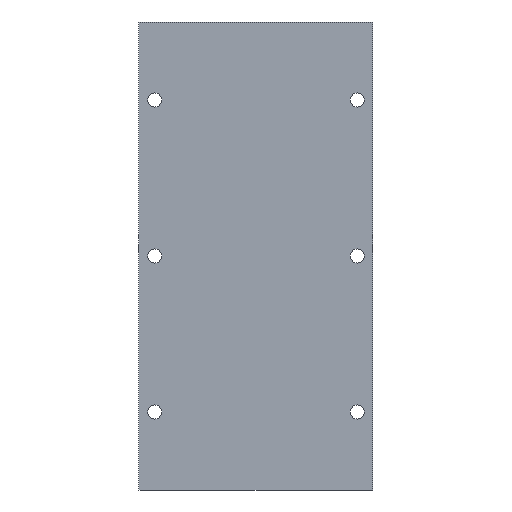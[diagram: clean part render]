
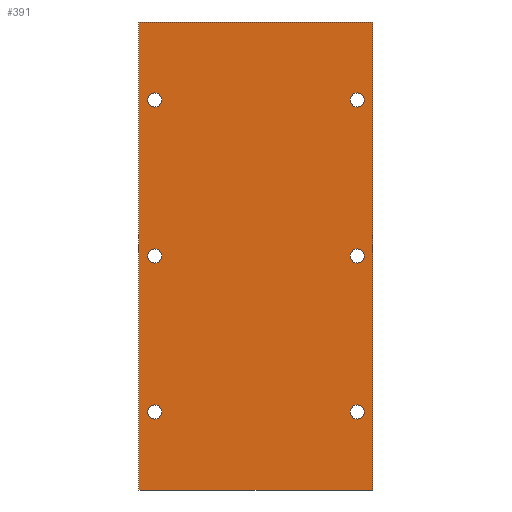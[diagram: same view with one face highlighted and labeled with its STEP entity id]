
A CAD part, front view. The second image highlights one B-rep face of the part: STEP entity #391.
In plain terms, the highlighted planar face has unit normal (0, -1, 0).
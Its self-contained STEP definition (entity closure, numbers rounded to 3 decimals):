
#11 = VERTEX_POINT ( 'NONE', #1221 ) ;
#18 = CARTESIAN_POINT ( 'NONE',  ( 75., 0., 150. ) ) ;
#27 = CARTESIAN_POINT ( 'NONE',  ( 5., 0., 127.25 ) ) ;
#28 = AXIS2_PLACEMENT_3D ( 'NONE', #1149, #1142, #954 ) ;
#30 = PLANE ( 'NONE',  #663 ) ;
#36 = ORIENTED_EDGE ( 'NONE', *, *, #417, .T. ) ;
#39 = DIRECTION ( 'NONE',  ( 0., 1., 0. ) ) ;
#47 = VERTEX_POINT ( 'NONE', #1029 ) ;
#53 = EDGE_LOOP ( 'NONE', ( #36, #148 ) ) ;
#59 = DIRECTION ( 'NONE',  ( 1., 0., 0. ) ) ;
#72 = ORIENTED_EDGE ( 'NONE', *, *, #916, .T. ) ;
#84 = AXIS2_PLACEMENT_3D ( 'NONE', #366, #766, #162 ) ;
#91 = DIRECTION ( 'NONE',  ( 0., 0., -1. ) ) ;
#92 = EDGE_LOOP ( 'NONE', ( #1280, #1254 ) ) ;
#95 = CARTESIAN_POINT ( 'NONE',  ( 70., 0., 25. ) ) ;
#128 = CARTESIAN_POINT ( 'NONE',  ( 70., 0., 75. ) ) ;
#140 = AXIS2_PLACEMENT_3D ( 'NONE', #1100, #820, #623 ) ;
#141 = FACE_BOUND ( 'NONE', #860, .T. ) ;
#148 = ORIENTED_EDGE ( 'NONE', *, *, #980, .T. ) ;
#153 = AXIS2_PLACEMENT_3D ( 'NONE', #435, #1223, #1133 ) ;
#156 = VERTEX_POINT ( 'NONE', #219 ) ;
#162 = DIRECTION ( 'NONE',  ( 0., 0., 1. ) ) ;
#166 = AXIS2_PLACEMENT_3D ( 'NONE', #748, #248, #625 ) ;
#167 = EDGE_CURVE ( 'NONE', #1186, #964, #941, .T. ) ;
#174 = EDGE_CURVE ( 'NONE', #156, #471, #225, .T. ) ;
#177 = ORIENTED_EDGE ( 'NONE', *, *, #167, .T. ) ;
#182 = CARTESIAN_POINT ( 'NONE',  ( 5., 0., 77.25 ) ) ;
#185 = DIRECTION ( 'NONE',  ( 0., 1., 0. ) ) ;
#189 = CIRCLE ( 'NONE', #1093, 2.25 ) ;
#191 = VECTOR ( 'NONE', #91, 1000. ) ;
#219 = CARTESIAN_POINT ( 'NONE',  ( 70., 0., 77.25 ) ) ;
#225 = CIRCLE ( 'NONE', #140, 2.25 ) ;
#248 = DIRECTION ( 'NONE',  ( 0., 1., 0. ) ) ;
#259 = EDGE_CURVE ( 'NONE', #11, #1187, #463, .T. ) ;
#269 = CARTESIAN_POINT ( 'NONE',  ( 70., 0., 27.25 ) ) ;
#279 = AXIS2_PLACEMENT_3D ( 'NONE', #504, #703, #605 ) ;
#280 = CARTESIAN_POINT ( 'NONE',  ( 0., 0., 150. ) ) ;
#294 = CARTESIAN_POINT ( 'NONE',  ( 70., 0., 127.25 ) ) ;
#302 = AXIS2_PLACEMENT_3D ( 'NONE', #878, #1148, #861 ) ;
#364 = CARTESIAN_POINT ( 'NONE',  ( 70., 0., 122.75 ) ) ;
#366 = CARTESIAN_POINT ( 'NONE',  ( 5., 0., 75. ) ) ;
#370 = VERTEX_POINT ( 'NONE', #950 ) ;
#374 = VERTEX_POINT ( 'NONE', #856 ) ;
#375 = CARTESIAN_POINT ( 'NONE',  ( 75., 0., 0. ) ) ;
#387 = CARTESIAN_POINT ( 'NONE',  ( 0., 0., 150. ) ) ;
#391 = ADVANCED_FACE ( 'NONE', ( #141, #430, #534, #460, #1135, #448, #731 ), #30, .F. ) ;
#402 = ORIENTED_EDGE ( 'NONE', *, *, #854, .T. ) ;
#414 = CIRCLE ( 'NONE', #302, 2.25 ) ;
#417 = EDGE_CURVE ( 'NONE', #1109, #543, #743, .T. ) ;
#430 = FACE_BOUND ( 'NONE', #591, .T. ) ;
#431 = CARTESIAN_POINT ( 'NONE',  ( 5., 0., 125. ) ) ;
#435 = CARTESIAN_POINT ( 'NONE',  ( 5., 0., 75. ) ) ;
#446 = LINE ( 'NONE', #864, #973 ) ;
#448 = FACE_BOUND ( 'NONE', #53, .T. ) ;
#460 = FACE_BOUND ( 'NONE', #599, .T. ) ;
#463 = CIRCLE ( 'NONE', #627, 2.25 ) ;
#464 = ORIENTED_EDGE ( 'NONE', *, *, #1240, .T. ) ;
#471 = VERTEX_POINT ( 'NONE', #632 ) ;
#494 = DIRECTION ( 'NONE',  ( 0., 0., -1. ) ) ;
#497 = EDGE_CURVE ( 'NONE', #499, #979, #414, .T. ) ;
#498 = CARTESIAN_POINT ( 'NONE',  ( 5., 0., 125. ) ) ;
#499 = VERTEX_POINT ( 'NONE', #364 ) ;
#504 = CARTESIAN_POINT ( 'NONE',  ( 5., 0., 25. ) ) ;
#511 = VERTEX_POINT ( 'NONE', #375 ) ;
#532 = DIRECTION ( 'NONE',  ( 0., 0., 1. ) ) ;
#534 = FACE_BOUND ( 'NONE', #92, .T. ) ;
#538 = ORIENTED_EDGE ( 'NONE', *, *, #259, .T. ) ;
#543 = VERTEX_POINT ( 'NONE', #774 ) ;
#557 = AXIS2_PLACEMENT_3D ( 'NONE', #498, #885, #875 ) ;
#564 = VERTEX_POINT ( 'NONE', #1159 ) ;
#574 = VECTOR ( 'NONE', #682, 1000. ) ;
#577 = CIRCLE ( 'NONE', #28, 2.25 ) ;
#591 = EDGE_LOOP ( 'NONE', ( #402, #538 ) ) ;
#599 = EDGE_LOOP ( 'NONE', ( #798, #72 ) ) ;
#605 = DIRECTION ( 'NONE',  ( 0., 0., 1. ) ) ;
#608 = DIRECTION ( 'NONE',  ( 0., 0., 1. ) ) ;
#623 = DIRECTION ( 'NONE',  ( 0., 0., 1. ) ) ;
#625 = DIRECTION ( 'NONE',  ( 0., 0., 1. ) ) ;
#627 = AXIS2_PLACEMENT_3D ( 'NONE', #431, #715, #1203 ) ;
#632 = CARTESIAN_POINT ( 'NONE',  ( 70., 0., 72.75 ) ) ;
#659 = EDGE_LOOP ( 'NONE', ( #975, #177 ) ) ;
#663 = AXIS2_PLACEMENT_3D ( 'NONE', #1026, #39, #827 ) ;
#682 = DIRECTION ( 'NONE',  ( 1., 0., 0. ) ) ;
#703 = DIRECTION ( 'NONE',  ( 0., 1., 0. ) ) ;
#704 = VERTEX_POINT ( 'NONE', #182 ) ;
#706 = LINE ( 'NONE', #387, #963 ) ;
#715 = DIRECTION ( 'NONE',  ( 0., 1., 0. ) ) ;
#716 = EDGE_CURVE ( 'NONE', #374, #564, #706, .T. ) ;
#731 = FACE_OUTER_BOUND ( 'NONE', #935, .T. ) ;
#743 = CIRCLE ( 'NONE', #166, 2.25 ) ;
#748 = CARTESIAN_POINT ( 'NONE',  ( 5., 0., 25. ) ) ;
#766 = DIRECTION ( 'NONE',  ( 0., 1., 0. ) ) ;
#773 = ORIENTED_EDGE ( 'NONE', *, *, #951, .T. ) ;
#774 = CARTESIAN_POINT ( 'NONE',  ( 5., 0., 22.75 ) ) ;
#798 = ORIENTED_EDGE ( 'NONE', *, *, #1197, .T. ) ;
#806 = DIRECTION ( 'NONE',  ( 0., 1., 0. ) ) ;
#820 = DIRECTION ( 'NONE',  ( 0., 1., 0. ) ) ;
#827 = DIRECTION ( 'NONE',  ( 0., 0., 1. ) ) ;
#846 = DIRECTION ( 'NONE',  ( 0., 1., 0. ) ) ;
#852 = CIRCLE ( 'NONE', #279, 2.25 ) ;
#854 = EDGE_CURVE ( 'NONE', #1187, #11, #1136, .T. ) ;
#856 = CARTESIAN_POINT ( 'NONE',  ( 0., 0., 150. ) ) ;
#860 = EDGE_LOOP ( 'NONE', ( #773, #996 ) ) ;
#861 = DIRECTION ( 'NONE',  ( 0., 0., 1. ) ) ;
#864 = CARTESIAN_POINT ( 'NONE',  ( 0., 0., 0. ) ) ;
#870 = DIRECTION ( 'NONE',  ( 0., 0., 1. ) ) ;
#875 = DIRECTION ( 'NONE',  ( 0., 0., 1. ) ) ;
#878 = CARTESIAN_POINT ( 'NONE',  ( 70., 0., 125. ) ) ;
#885 = DIRECTION ( 'NONE',  ( 0., 1., 0. ) ) ;
#886 = ORIENTED_EDGE ( 'NONE', *, *, #716, .T. ) ;
#912 = ORIENTED_EDGE ( 'NONE', *, *, #1051, .F. ) ;
#916 = EDGE_CURVE ( 'NONE', #47, #704, #969, .T. ) ;
#935 = EDGE_LOOP ( 'NONE', ( #464, #912, #1091, #886 ) ) ;
#938 = EDGE_CURVE ( 'NONE', #374, #370, #1157, .T. ) ;
#941 = CIRCLE ( 'NONE', #1200, 2.25 ) ;
#950 = CARTESIAN_POINT ( 'NONE',  ( 75., 0., 150. ) ) ;
#951 = EDGE_CURVE ( 'NONE', #979, #499, #1011, .T. ) ;
#954 = DIRECTION ( 'NONE',  ( 0., 0., 1. ) ) ;
#963 = VECTOR ( 'NONE', #494, 1000. ) ;
#964 = VERTEX_POINT ( 'NONE', #269 ) ;
#965 = CARTESIAN_POINT ( 'NONE',  ( 70., 0., 125. ) ) ;
#969 = CIRCLE ( 'NONE', #84, 2.25 ) ;
#973 = VECTOR ( 'NONE', #59, 1000. ) ;
#975 = ORIENTED_EDGE ( 'NONE', *, *, #1268, .T. ) ;
#979 = VERTEX_POINT ( 'NONE', #294 ) ;
#980 = EDGE_CURVE ( 'NONE', #543, #1109, #852, .T. ) ;
#996 = ORIENTED_EDGE ( 'NONE', *, *, #497, .T. ) ;
#1011 = CIRCLE ( 'NONE', #1239, 2.25 ) ;
#1026 = CARTESIAN_POINT ( 'NONE',  ( 0., 0., 150. ) ) ;
#1029 = CARTESIAN_POINT ( 'NONE',  ( 5., 0., 72.75 ) ) ;
#1051 = EDGE_CURVE ( 'NONE', #370, #511, #1198, .T. ) ;
#1091 = ORIENTED_EDGE ( 'NONE', *, *, #938, .F. ) ;
#1093 = AXIS2_PLACEMENT_3D ( 'NONE', #128, #846, #532 ) ;
#1100 = CARTESIAN_POINT ( 'NONE',  ( 70., 0., 75. ) ) ;
#1109 = VERTEX_POINT ( 'NONE', #1185 ) ;
#1126 = CARTESIAN_POINT ( 'NONE',  ( 70., 0., 22.75 ) ) ;
#1133 = DIRECTION ( 'NONE',  ( 0., 0., 1. ) ) ;
#1135 = FACE_BOUND ( 'NONE', #659, .T. ) ;
#1136 = CIRCLE ( 'NONE', #557, 2.25 ) ;
#1142 = DIRECTION ( 'NONE',  ( 0., 1., 0. ) ) ;
#1148 = DIRECTION ( 'NONE',  ( 0., 1., 0. ) ) ;
#1149 = CARTESIAN_POINT ( 'NONE',  ( 70., 0., 25. ) ) ;
#1154 = CIRCLE ( 'NONE', #153, 2.25 ) ;
#1157 = LINE ( 'NONE', #280, #574 ) ;
#1159 = CARTESIAN_POINT ( 'NONE',  ( 0., 0., 0. ) ) ;
#1170 = EDGE_CURVE ( 'NONE', #471, #156, #189, .T. ) ;
#1185 = CARTESIAN_POINT ( 'NONE',  ( 5., 0., 27.25 ) ) ;
#1186 = VERTEX_POINT ( 'NONE', #1126 ) ;
#1187 = VERTEX_POINT ( 'NONE', #27 ) ;
#1197 = EDGE_CURVE ( 'NONE', #704, #47, #1154, .T. ) ;
#1198 = LINE ( 'NONE', #18, #191 ) ;
#1200 = AXIS2_PLACEMENT_3D ( 'NONE', #95, #806, #608 ) ;
#1203 = DIRECTION ( 'NONE',  ( 0., 0., 1. ) ) ;
#1221 = CARTESIAN_POINT ( 'NONE',  ( 5., 0., 122.75 ) ) ;
#1223 = DIRECTION ( 'NONE',  ( 0., 1., 0. ) ) ;
#1239 = AXIS2_PLACEMENT_3D ( 'NONE', #965, #185, #870 ) ;
#1240 = EDGE_CURVE ( 'NONE', #564, #511, #446, .T. ) ;
#1254 = ORIENTED_EDGE ( 'NONE', *, *, #1170, .T. ) ;
#1268 = EDGE_CURVE ( 'NONE', #964, #1186, #577, .T. ) ;
#1280 = ORIENTED_EDGE ( 'NONE', *, *, #174, .T. ) ;
